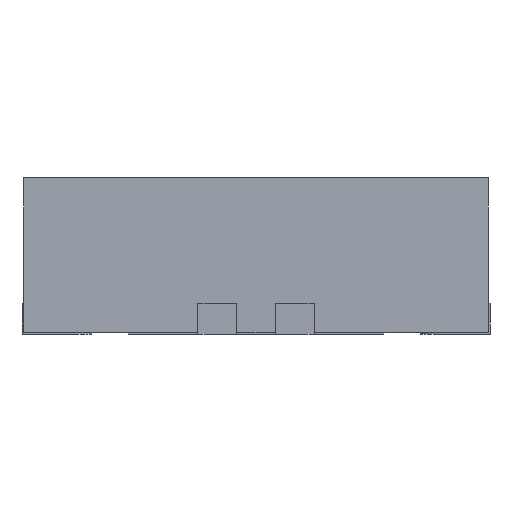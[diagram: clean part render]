
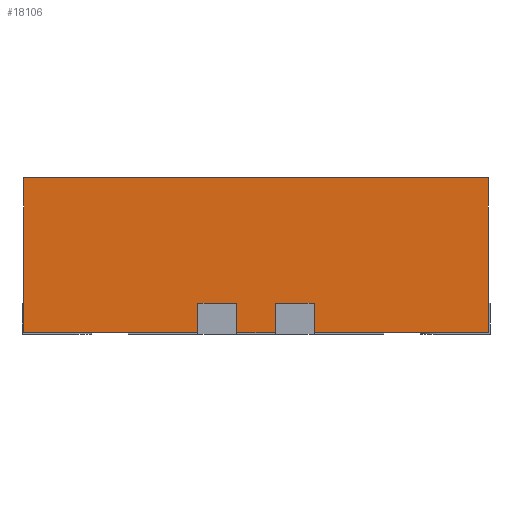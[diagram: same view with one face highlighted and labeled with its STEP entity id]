
A CAD part, front view. The second image highlights one B-rep face of the part: STEP entity #18106.
In plain terms, the highlighted planar face has unit normal (0, -1, 0).
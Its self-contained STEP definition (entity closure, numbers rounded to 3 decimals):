
#228 = ORIENTED_EDGE ( 'NONE', *, *, #19306, .T. ) ;
#503 = EDGE_CURVE ( 'NONE', #12665, #11257, #1049, .T. ) ;
#694 = EDGE_CURVE ( 'NONE', #10510, #12257, #19004, .T. ) ;
#764 = DIRECTION ( 'NONE',  ( 1., 0., 0. ) ) ;
#1038 = CARTESIAN_POINT ( 'NONE',  ( -1.5, -1.5, 1.01 ) ) ;
#1049 = LINE ( 'NONE', #19046, #3621 ) ;
#1076 = CARTESIAN_POINT ( 'NONE',  ( 0.125, -1.5, 0.01 ) ) ;
#1562 = VERTEX_POINT ( 'NONE', #11662 ) ;
#1724 = CARTESIAN_POINT ( 'NONE',  ( 0.125, -1.5, 0.2 ) ) ;
#2447 = CARTESIAN_POINT ( 'NONE',  ( -1.5, -1.5, 0.01 ) ) ;
#2480 = CARTESIAN_POINT ( 'NONE',  ( -1.5, -1.5, 1.01 ) ) ;
#2558 = ORIENTED_EDGE ( 'NONE', *, *, #19451, .F. ) ;
#2573 = DIRECTION ( 'NONE',  ( 0., 0., 1. ) ) ;
#2821 = CARTESIAN_POINT ( 'NONE',  ( -1.5, -1.5, 0.2 ) ) ;
#3182 = CARTESIAN_POINT ( 'NONE',  ( 0.125, -1.5, 1.01 ) ) ;
#3318 = EDGE_CURVE ( 'NONE', #21215, #12665, #13520, .T. ) ;
#3621 = VECTOR ( 'NONE', #15278, 1000. ) ;
#3964 = AXIS2_PLACEMENT_3D ( 'NONE', #1038, #17327, #19160 ) ;
#4267 = CARTESIAN_POINT ( 'NONE',  ( -1.5, -1.5, 0.01 ) ) ;
#4369 = CARTESIAN_POINT ( 'NONE',  ( -0.125, -1.5, 1.01 ) ) ;
#4978 = DIRECTION ( 'NONE',  ( -1., 0., 0. ) ) ;
#5415 = VECTOR ( 'NONE', #9125, 1000. ) ;
#5786 = CARTESIAN_POINT ( 'NONE',  ( -1.5, -1.5, 1.01 ) ) ;
#5949 = VERTEX_POINT ( 'NONE', #1076 ) ;
#6016 = ORIENTED_EDGE ( 'NONE', *, *, #15728, .T. ) ;
#6312 = LINE ( 'NONE', #4369, #19716 ) ;
#6346 = CARTESIAN_POINT ( 'NONE',  ( -0.375, -1.5, 0.01 ) ) ;
#6673 = LINE ( 'NONE', #2821, #20294 ) ;
#6713 = VECTOR ( 'NONE', #764, 1000. ) ;
#7023 = ORIENTED_EDGE ( 'NONE', *, *, #23834, .F. ) ;
#7276 = LINE ( 'NONE', #12687, #11344 ) ;
#7404 = EDGE_CURVE ( 'NONE', #8480, #18625, #6673, .T. ) ;
#7630 = DIRECTION ( 'NONE',  ( 0., 0., 1. ) ) ;
#8400 = CARTESIAN_POINT ( 'NONE',  ( -0.375, -1.5, 0.2 ) ) ;
#8480 = VERTEX_POINT ( 'NONE', #18255 ) ;
#8551 = CARTESIAN_POINT ( 'NONE',  ( -1.5, -1.5, 1.01 ) ) ;
#8760 = LINE ( 'NONE', #3182, #5415 ) ;
#8855 = ORIENTED_EDGE ( 'NONE', *, *, #14357, .F. ) ;
#9125 = DIRECTION ( 'NONE',  ( 0., 0., -1. ) ) ;
#9590 = ORIENTED_EDGE ( 'NONE', *, *, #10414, .F. ) ;
#9836 = CARTESIAN_POINT ( 'NONE',  ( 0.375, -1.5, 0.01 ) ) ;
#10103 = FACE_OUTER_BOUND ( 'NONE', #11635, .T. ) ;
#10414 = EDGE_CURVE ( 'NONE', #1562, #18113, #7276, .T. ) ;
#10510 = VERTEX_POINT ( 'NONE', #13540 ) ;
#10766 = CARTESIAN_POINT ( 'NONE',  ( -0.125, -1.5, 0.01 ) ) ;
#11033 = DIRECTION ( 'NONE',  ( 0., 0., -1. ) ) ;
#11257 = VERTEX_POINT ( 'NONE', #17452 ) ;
#11288 = EDGE_CURVE ( 'NONE', #21215, #10510, #23013, .T. ) ;
#11344 = VECTOR ( 'NONE', #16081, 1000. ) ;
#11635 = EDGE_LOOP ( 'NONE', ( #21226, #13975, #2558, #228, #19254, #13317, #23923, #15054, #8855, #9590, #7023, #6016 ) ) ;
#11661 = DIRECTION ( 'NONE',  ( 1., 0., 0. ) ) ;
#11662 = CARTESIAN_POINT ( 'NONE',  ( -0.125, -1.5, 0.2 ) ) ;
#12116 = DIRECTION ( 'NONE',  ( 0., 0., -1. ) ) ;
#12204 = CARTESIAN_POINT ( 'NONE',  ( -1.5, -1.5, 0.01 ) ) ;
#12257 = VERTEX_POINT ( 'NONE', #6346 ) ;
#12665 = VERTEX_POINT ( 'NONE', #17281 ) ;
#12687 = CARTESIAN_POINT ( 'NONE',  ( -1.5, -1.5, 0.2 ) ) ;
#13317 = ORIENTED_EDGE ( 'NONE', *, *, #3318, .F. ) ;
#13520 = LINE ( 'NONE', #8551, #22604 ) ;
#13540 = CARTESIAN_POINT ( 'NONE',  ( -1.5, -1.5, 0.01 ) ) ;
#13975 = ORIENTED_EDGE ( 'NONE', *, *, #7404, .F. ) ;
#14357 = EDGE_CURVE ( 'NONE', #18113, #12257, #20093, .T. ) ;
#14728 = VERTEX_POINT ( 'NONE', #10766 ) ;
#15054 = ORIENTED_EDGE ( 'NONE', *, *, #694, .T. ) ;
#15278 = DIRECTION ( 'NONE',  ( 0., 0., -1. ) ) ;
#15728 = EDGE_CURVE ( 'NONE', #14728, #5949, #20834, .T. ) ;
#15729 = LINE ( 'NONE', #12204, #20621 ) ;
#16081 = DIRECTION ( 'NONE',  ( -1., 0., 0. ) ) ;
#16643 = VECTOR ( 'NONE', #11033, 1000. ) ;
#16794 = CARTESIAN_POINT ( 'NONE',  ( 0.375, -1.5, 1.01 ) ) ;
#17281 = CARTESIAN_POINT ( 'NONE',  ( 1.5, -1.5, 1.01 ) ) ;
#17327 = DIRECTION ( 'NONE',  ( 0., 1., 0. ) ) ;
#17452 = CARTESIAN_POINT ( 'NONE',  ( 1.5, -1.5, 0.01 ) ) ;
#17565 = PLANE ( 'NONE',  #3964 ) ;
#17837 = DIRECTION ( 'NONE',  ( 1., 0., 0. ) ) ;
#17910 = CARTESIAN_POINT ( 'NONE',  ( -0.375, -1.5, 1.01 ) ) ;
#18106 = ADVANCED_FACE ( 'NONE', ( #10103 ), #17565, .F. ) ;
#18113 = VERTEX_POINT ( 'NONE', #8400 ) ;
#18255 = CARTESIAN_POINT ( 'NONE',  ( 0.375, -1.5, 0.2 ) ) ;
#18625 = VERTEX_POINT ( 'NONE', #1724 ) ;
#18870 = LINE ( 'NONE', #16794, #22195 ) ;
#19004 = LINE ( 'NONE', #2447, #6713 ) ;
#19046 = CARTESIAN_POINT ( 'NONE',  ( 1.5, -1.5, 1.01 ) ) ;
#19160 = DIRECTION ( 'NONE',  ( 0., 0., 1. ) ) ;
#19254 = ORIENTED_EDGE ( 'NONE', *, *, #503, .F. ) ;
#19306 = EDGE_CURVE ( 'NONE', #23040, #11257, #15729, .T. ) ;
#19451 = EDGE_CURVE ( 'NONE', #23040, #8480, #18870, .T. ) ;
#19716 = VECTOR ( 'NONE', #2573, 1000. ) ;
#20093 = LINE ( 'NONE', #17910, #16643 ) ;
#20294 = VECTOR ( 'NONE', #4978, 1000. ) ;
#20621 = VECTOR ( 'NONE', #23103, 1000. ) ;
#20660 = VECTOR ( 'NONE', #12116, 1000. ) ;
#20834 = LINE ( 'NONE', #4267, #23419 ) ;
#21215 = VERTEX_POINT ( 'NONE', #5786 ) ;
#21226 = ORIENTED_EDGE ( 'NONE', *, *, #22061, .F. ) ;
#22061 = EDGE_CURVE ( 'NONE', #18625, #5949, #8760, .T. ) ;
#22195 = VECTOR ( 'NONE', #7630, 1000. ) ;
#22604 = VECTOR ( 'NONE', #17837, 1000. ) ;
#23013 = LINE ( 'NONE', #2480, #20660 ) ;
#23040 = VERTEX_POINT ( 'NONE', #9836 ) ;
#23103 = DIRECTION ( 'NONE',  ( 1., 0., 0. ) ) ;
#23419 = VECTOR ( 'NONE', #11661, 1000. ) ;
#23834 = EDGE_CURVE ( 'NONE', #14728, #1562, #6312, .T. ) ;
#23923 = ORIENTED_EDGE ( 'NONE', *, *, #11288, .T. ) ;
